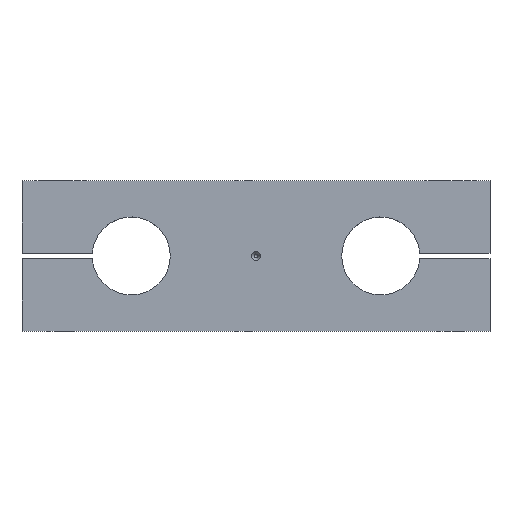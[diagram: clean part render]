
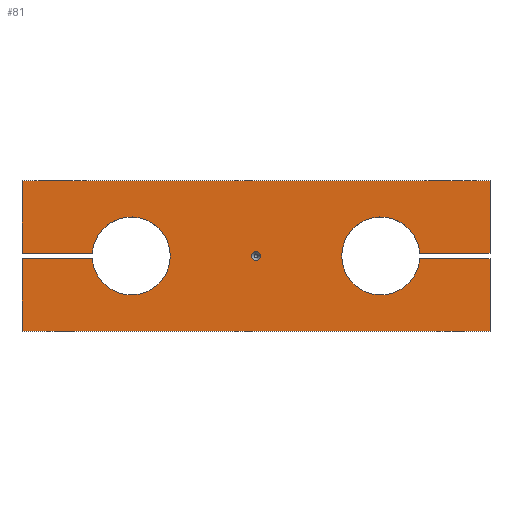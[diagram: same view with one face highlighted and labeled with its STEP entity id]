
A CAD part, top view. The second image highlights one B-rep face of the part: STEP entity #81.
In plain terms, the highlighted planar face has unit normal (0, 0, 1).
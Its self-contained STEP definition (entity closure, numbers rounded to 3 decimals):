
#81 = ADVANCED_FACE( '', ( #183, #184 ), #185, .T. );
#183 = FACE_OUTER_BOUND( '', #301, .T. );
#184 = FACE_BOUND( '', #302, .T. );
#185 = PLANE( '', #303 );
#301 = EDGE_LOOP( '', ( #462, #463, #464, #465, #466, #467, #468, #469, #470, #471, #472, #473 ) );
#302 = EDGE_LOOP( '', ( #474 ) );
#303 = AXIS2_PLACEMENT_3D( '', #475, #476, #477 );
#462 = ORIENTED_EDGE( '', *, *, #620, .T. );
#463 = ORIENTED_EDGE( '', *, *, #610, .T. );
#464 = ORIENTED_EDGE( '', *, *, #623, .T. );
#465 = ORIENTED_EDGE( '', *, *, #603, .T. );
#466 = ORIENTED_EDGE( '', *, *, #636, .F. );
#467 = ORIENTED_EDGE( '', *, *, #637, .T. );
#468 = ORIENTED_EDGE( '', *, *, #638, .T. );
#469 = ORIENTED_EDGE( '', *, *, #588, .T. );
#470 = ORIENTED_EDGE( '', *, *, #627, .T. );
#471 = ORIENTED_EDGE( '', *, *, #639, .T. );
#472 = ORIENTED_EDGE( '', *, *, #640, .F. );
#473 = ORIENTED_EDGE( '', *, *, #594, .T. );
#474 = ORIENTED_EDGE( '', *, *, #629, .F. );
#475 = CARTESIAN_POINT( '', ( 48., 29., 25. ) );
#476 = DIRECTION( '', ( 0., 0., 1. ) );
#477 = DIRECTION( '', ( 1., 0., 0. ) );
#588 = EDGE_CURVE( '', #677, #675, #678, .T. );
#594 = EDGE_CURVE( '', #688, #686, #689, .T. );
#603 = EDGE_CURVE( '', #704, #702, #705, .T. );
#610 = EDGE_CURVE( '', #717, #715, #718, .T. );
#620 = EDGE_CURVE( '', #686, #717, #731, .T. );
#623 = EDGE_CURVE( '', #715, #704, #734, .T. );
#627 = EDGE_CURVE( '', #675, #738, #740, .T. );
#629 = EDGE_CURVE( '', #742, #742, #743, .T. );
#636 = EDGE_CURVE( '', #751, #702, #752, .T. );
#637 = EDGE_CURVE( '', #751, #753, #754, .T. );
#638 = EDGE_CURVE( '', #753, #677, #755, .T. );
#639 = EDGE_CURVE( '', #738, #756, #757, .T. );
#640 = EDGE_CURVE( '', #688, #756, #758, .T. );
#675 = VERTEX_POINT( '', #803 );
#677 = VERTEX_POINT( '', #806 );
#678 = LINE( '', #807, #808 );
#686 = VERTEX_POINT( '', #818 );
#688 = VERTEX_POINT( '', #821 );
#689 = LINE( '', #822, #823 );
#702 = VERTEX_POINT( '', #838 );
#704 = VERTEX_POINT( '', #841 );
#705 = LINE( '', #842, #843 );
#715 = VERTEX_POINT( '', #855 );
#717 = VERTEX_POINT( '', #858 );
#718 = LINE( '', #859, #860 );
#731 = LINE( '', #875, #876 );
#734 = LINE( '', #880, #881 );
#738 = VERTEX_POINT( '', #886 );
#740 = LINE( '', #889, #890 );
#742 = VERTEX_POINT( '', #892 );
#743 = CIRCLE( '', #893, 1.675 );
#751 = VERTEX_POINT( '', #901 );
#752 = CIRCLE( '', #902, 15. );
#753 = VERTEX_POINT( '', #903 );
#754 = LINE( '', #904, #905 );
#755 = LINE( '', #906, #907 );
#756 = VERTEX_POINT( '', #908 );
#757 = LINE( '', #909, #910 );
#758 = CIRCLE( '', #911, 15. );
#803 = CARTESIAN_POINT( '', ( -90., 58., 25. ) );
#806 = CARTESIAN_POINT( '', ( 90., 58., 25. ) );
#807 = CARTESIAN_POINT( '', ( 90., 58., 25. ) );
#808 = VECTOR( '', #960, 1000. );
#818 = CARTESIAN_POINT( '', ( -90., 28., 25. ) );
#821 = CARTESIAN_POINT( '', ( -62.967, 28., 25. ) );
#822 = CARTESIAN_POINT( '', ( -62.967, 28., 25. ) );
#823 = VECTOR( '', #967, 1000. );
#838 = CARTESIAN_POINT( '', ( 62.967, 28., 25. ) );
#841 = CARTESIAN_POINT( '', ( 90., 28., 25. ) );
#842 = CARTESIAN_POINT( '', ( 90., 28., 25. ) );
#843 = VECTOR( '', #980, 1000. );
#855 = CARTESIAN_POINT( '', ( 90., 0., 25. ) );
#858 = CARTESIAN_POINT( '', ( -90., 0., 25. ) );
#859 = CARTESIAN_POINT( '', ( -90., 0., 25. ) );
#860 = VECTOR( '', #990, 1000. );
#875 = CARTESIAN_POINT( '', ( -90., 28., 25. ) );
#876 = VECTOR( '', #1002, 1000. );
#880 = CARTESIAN_POINT( '', ( 90., 0., 25. ) );
#881 = VECTOR( '', #1004, 1000. );
#886 = CARTESIAN_POINT( '', ( -90., 30., 25. ) );
#889 = CARTESIAN_POINT( '', ( -90., 58., 25. ) );
#890 = VECTOR( '', #1007, 1000. );
#892 = CARTESIAN_POINT( '', ( 1.675, 29., 25. ) );
#893 = AXIS2_PLACEMENT_3D( '', #1008, #1009, #1010 );
#901 = CARTESIAN_POINT( '', ( 62.967, 30., 25. ) );
#902 = AXIS2_PLACEMENT_3D( '', #1017, #1018, #1019 );
#903 = CARTESIAN_POINT( '', ( 90., 30., 25. ) );
#904 = CARTESIAN_POINT( '', ( 62.967, 30., 25. ) );
#905 = VECTOR( '', #1020, 1000. );
#906 = CARTESIAN_POINT( '', ( 90., 30., 25. ) );
#907 = VECTOR( '', #1021, 1000. );
#908 = CARTESIAN_POINT( '', ( -62.967, 30., 25. ) );
#909 = CARTESIAN_POINT( '', ( -90., 30., 25. ) );
#910 = VECTOR( '', #1022, 1000. );
#911 = AXIS2_PLACEMENT_3D( '', #1023, #1024, #1025 );
#960 = DIRECTION( '', ( -1., 0., 0. ) );
#967 = DIRECTION( '', ( -1., 0., 0. ) );
#980 = DIRECTION( '', ( -1., 0., 0. ) );
#990 = DIRECTION( '', ( 1., 0., 0. ) );
#1002 = DIRECTION( '', ( 0., -1., 0. ) );
#1004 = DIRECTION( '', ( 0., 1., 0. ) );
#1007 = DIRECTION( '', ( 0., -1., 0. ) );
#1008 = CARTESIAN_POINT( '', ( 0., 29., 25. ) );
#1009 = DIRECTION( '', ( 0., 0., 1. ) );
#1010 = DIRECTION( '', ( 1., 0., 0. ) );
#1017 = CARTESIAN_POINT( '', ( 48., 29., 25. ) );
#1018 = DIRECTION( '', ( 0., 0., 1. ) );
#1019 = DIRECTION( '', ( 1., 0., 0. ) );
#1020 = DIRECTION( '', ( 1., 0., 0. ) );
#1021 = DIRECTION( '', ( 0., 1., 0. ) );
#1022 = DIRECTION( '', ( 1., 0., 0. ) );
#1023 = CARTESIAN_POINT( '', ( -48., 29., 25. ) );
#1024 = DIRECTION( '', ( 0., 0., 1. ) );
#1025 = DIRECTION( '', ( 1., 0., 0. ) );
